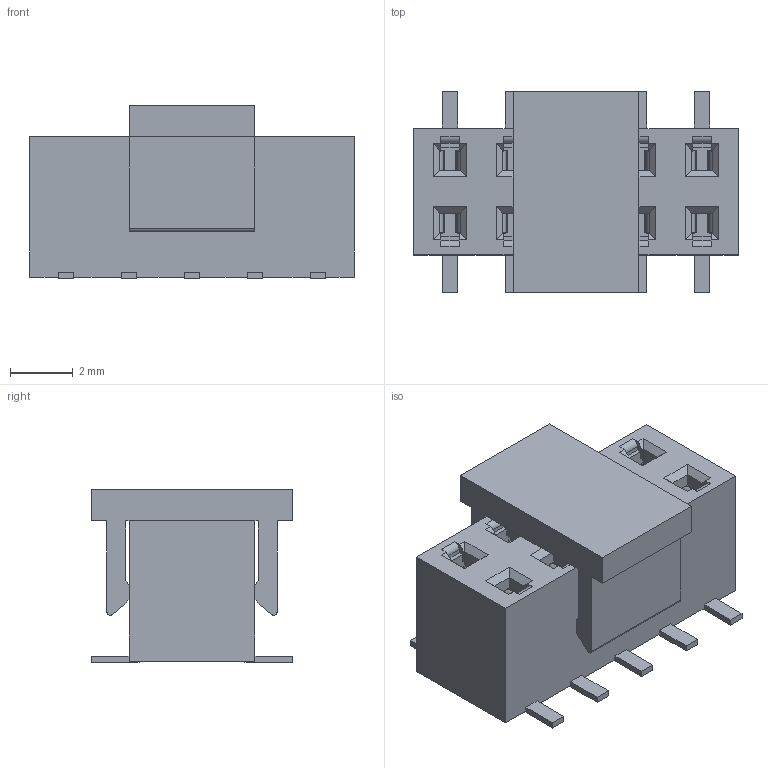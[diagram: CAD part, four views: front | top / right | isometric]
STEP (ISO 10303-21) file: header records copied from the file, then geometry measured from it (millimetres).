
FILE_DESCRIPTION( ('This file contains a STEP AP42 implementation' ,'as created by ZW3D STEP Interface translator.') ,'2;1' );
FILE_NAME( '2245-2XXMXXDUNX1.stp' ,'23 417. 91730', (''), ('ZWCAD Software Co.'), 'Version 1.0', 'ZW3D to STEP translator', '' );
FILE_SCHEMA(('AUTOMOTIVE_DESIGN { 1 0 10303 214 1 1 1 1 }'));
Length unit declared in the file: millimetre
Products named in the file (1): 0
Bounding box: 10.3 x 6.41 x 5.5 mm (x, y, z)
Volume: 181 mm3; surface area: 661.1 mm2
Topology: 1 solids, 3 shells, 1006 faces, 2922 edges, 1924 vertices
Faces by surface type: plane 660, cylinder 346
Entity records: 34593 total; most frequent: CARTESIAN_POINT 7113, ORIENTED_EDGE 5844, DIRECTION 5128, EDGE_CURVE 2922, VECTOR 2010, LINE 2010, VERTEX_POINT 1924, AXIS2_PLACEMENT_3D 1559
